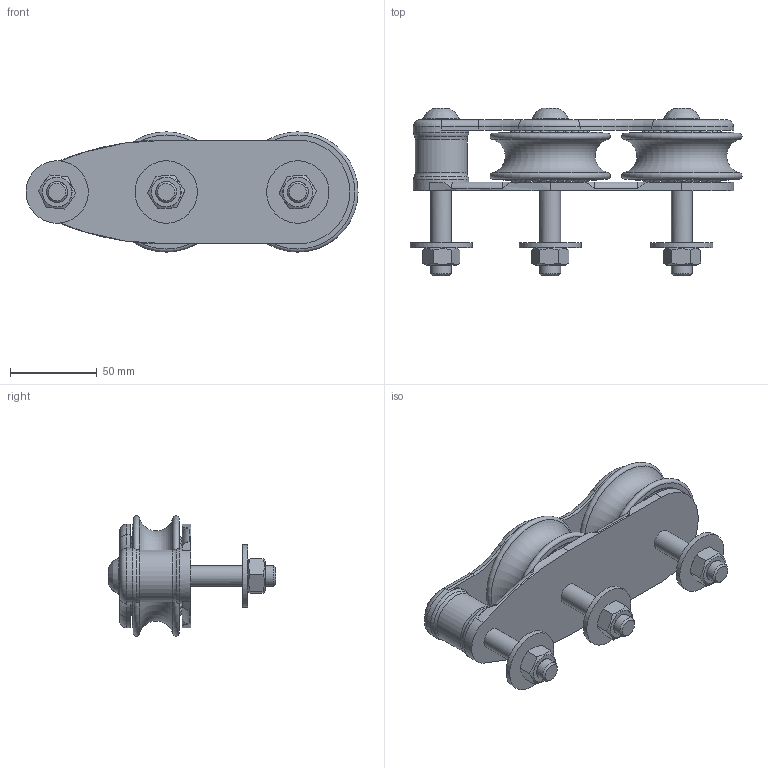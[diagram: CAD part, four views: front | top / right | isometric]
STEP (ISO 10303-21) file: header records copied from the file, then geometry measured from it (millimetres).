
FILE_DESCRIPTION(/* description */ (''),/* implementation_level */ '2;1');
FILE_NAME(/* name */ 'D720.stp',/* time_stamp */ '2021-05-27T13:19:20+02:00',/* author */ ('lucade'),/* organization */ (''),/* preprocessor_version */ 'ST-DEVELOPER v18.1',/* originating_system */ 'Autodesk Inventor 2021',/* authorisation */ '');
FILE_SCHEMA (('AUTOMOTIVE_DESIGN { 1 0 10303 214 3 1 1 }'));
Length unit declared in the file: millimetre
Products named in the file (1): 21052709
Bounding box: 191.7 x 96.6 x 69.5 mm (x, y, z)
Volume: 306779.7 mm3; surface area: 84500.9 mm2
Topology: 1 solids, 6 shells, 362 faces, 680 edges, 467 vertices
Faces by surface type: sphere 108, plane 104, cylinder 60, torus 58, cone 29, bspline 3
Full cylindrical faces by diameter (mm): 12 x9, 12.1 x3, 12.2 x3, 13 x3, 14 x3, 14.1 x3, 20 x6, 24.5 x3, 24.6 x3, 30 x1, 32 x2, 36 x3, 60 x4
Entity records: 9464 total; most frequent: DIRECTION 1781, CARTESIAN_POINT 1781, ORIENTED_EDGE 1358, AXIS2_PLACEMENT_3D 809, EDGE_CURVE 679, EDGE_LOOP 516, VERTEX_POINT 469, CIRCLE 449
